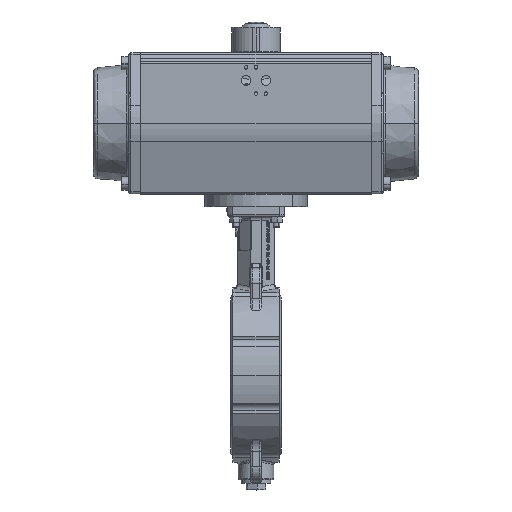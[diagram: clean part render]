
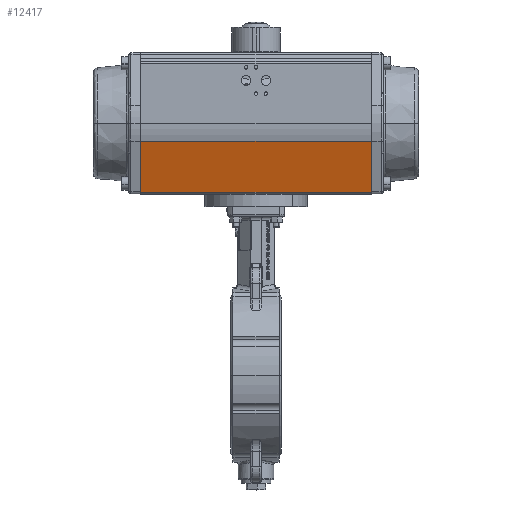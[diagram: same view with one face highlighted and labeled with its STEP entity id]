
A CAD part, top view. The second image highlights one B-rep face of the part: STEP entity #12417.
In plain terms, the highlighted planar face has unit normal (0, 0.288, -0.958).
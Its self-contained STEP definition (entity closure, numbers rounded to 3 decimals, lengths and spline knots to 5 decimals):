
#377 = EDGE_CURVE ( 'NONE', #66299, #55505, #26433, .T. ) ;
#2760 = CARTESIAN_POINT ( 'NONE',  ( -0.21948, 0.22709, 0.44228 ) ) ;
#6833 = EDGE_LOOP ( 'NONE', ( #17985, #65885, #13346, #51844 ) ) ;
#7184 = DIRECTION ( 'NONE',  ( 1., 0., 0. ) ) ;
#9721 = DIRECTION ( 'NONE',  ( 0., -0.958, -0.288 ) ) ;
#10481 = DIRECTION ( 'NONE',  ( 0., 0.958, 0.288 ) ) ;
#12417 = ADVANCED_FACE ( 'NONE', ( #76322 ), #64309, .T. ) ;
#12619 = LINE ( 'NONE', #36604, #19051 ) ;
#12920 = VERTEX_POINT ( 'NONE', #75357 ) ;
#13346 = ORIENTED_EDGE ( 'NONE', *, *, #42212, .T. ) ;
#14879 = CARTESIAN_POINT ( 'NONE',  ( 0.06052, 0.22709, 0.44228 ) ) ;
#15849 = VERTEX_POINT ( 'NONE', #2760 ) ;
#17985 = ORIENTED_EDGE ( 'NONE', *, *, #38359, .T. ) ;
#19051 = VECTOR ( 'NONE', #7184, 1. ) ;
#26433 = LINE ( 'NONE', #72900, #49708 ) ;
#28311 = DIRECTION ( 'NONE',  ( 0., 0.288, -0.958 ) ) ;
#31859 = DIRECTION ( 'NONE',  ( -1., 0., 0. ) ) ;
#36604 = CARTESIAN_POINT ( 'NONE',  ( -0.21948, 0.22709, 0.44228 ) ) ;
#37681 = LINE ( 'NONE', #74811, #64045 ) ;
#38359 = EDGE_CURVE ( 'NONE', #15849, #66299, #12619, .T. ) ;
#39904 = CARTESIAN_POINT ( 'NONE',  ( -0.21948, 0.16511, 0.42365 ) ) ;
#42212 = EDGE_CURVE ( 'NONE', #55505, #12920, #37681, .T. ) ;
#43482 = DIRECTION ( 'NONE',  ( 0., -0.958, -0.288 ) ) ;
#47264 = LINE ( 'NONE', #39904, #63449 ) ;
#49708 = VECTOR ( 'NONE', #43482, 1. ) ;
#51844 = ORIENTED_EDGE ( 'NONE', *, *, #74278, .T. ) ;
#53486 = CARTESIAN_POINT ( 'NONE',  ( 0.06052, 0.16511, 0.42365 ) ) ;
#55505 = VERTEX_POINT ( 'NONE', #53486 ) ;
#58522 = CARTESIAN_POINT ( 'NONE',  ( -0.21948, 0.16511, 0.42365 ) ) ;
#63449 = VECTOR ( 'NONE', #10481, 1. ) ;
#64045 = VECTOR ( 'NONE', #31859, 1. ) ;
#64309 = PLANE ( 'NONE',  #71580 ) ;
#65885 = ORIENTED_EDGE ( 'NONE', *, *, #377, .T. ) ;
#66299 = VERTEX_POINT ( 'NONE', #14879 ) ;
#71580 = AXIS2_PLACEMENT_3D ( 'NONE', #58522, #28311, #9721 ) ;
#72900 = CARTESIAN_POINT ( 'NONE',  ( 0.06052, 0.16511, 0.42365 ) ) ;
#74278 = EDGE_CURVE ( 'NONE', #12920, #15849, #47264, .T. ) ;
#74811 = CARTESIAN_POINT ( 'NONE',  ( -0.21948, 0.16511, 0.42365 ) ) ;
#75357 = CARTESIAN_POINT ( 'NONE',  ( -0.21948, 0.16511, 0.42365 ) ) ;
#76322 = FACE_OUTER_BOUND ( 'NONE', #6833, .T. ) ;
